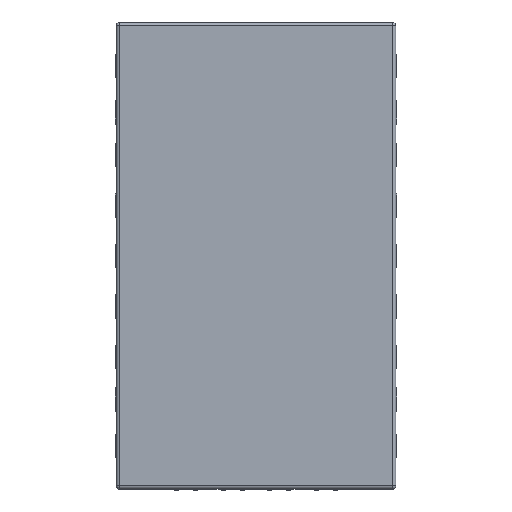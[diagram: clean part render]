
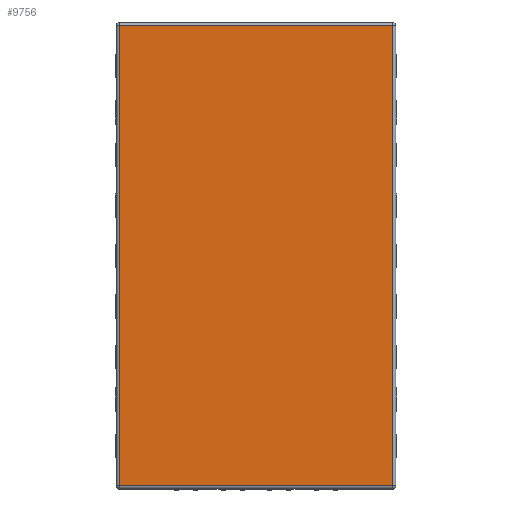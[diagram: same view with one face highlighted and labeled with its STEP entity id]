
A CAD part, top view. The second image highlights one B-rep face of the part: STEP entity #9756.
In plain terms, the highlighted planar face has unit normal (0, 0, 1).
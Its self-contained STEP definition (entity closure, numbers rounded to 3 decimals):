
#608=LINE('',#14046,#1390);
#609=LINE('',#14049,#1391);
#610=LINE('',#14051,#1392);
#611=LINE('',#14053,#1393);
#1390=VECTOR('',#11592,1000.);
#1391=VECTOR('',#11593,1000.);
#1392=VECTOR('',#11594,1000.);
#1393=VECTOR('',#11595,1000.);
#1820=PLANE('',#10269);
#3000=ORIENTED_EDGE('',*,*,#4891,.T.);
#3001=ORIENTED_EDGE('',*,*,#4892,.T.);
#3002=ORIENTED_EDGE('',*,*,#4893,.T.);
#3003=ORIENTED_EDGE('',*,*,#4894,.T.);
#4891=EDGE_CURVE('',#5854,#5855,#608,.F.);
#4892=EDGE_CURVE('',#5855,#5856,#609,.F.);
#4893=EDGE_CURVE('',#5856,#5857,#610,.F.);
#4894=EDGE_CURVE('',#5857,#5854,#611,.F.);
#5854=VERTEX_POINT('',#14047);
#5855=VERTEX_POINT('',#14048);
#5856=VERTEX_POINT('',#14050);
#5857=VERTEX_POINT('',#14052);
#6228=EDGE_LOOP('',(#3000,#3001,#3002,#3003));
#6618=FACE_BOUND('',#6228,.T.);
#9756=ADVANCED_FACE('',(#6618),#1820,.F.);
#10269=AXIS2_PLACEMENT_3D('',#14045,#11590,#11591);
#11590=DIRECTION('',(0.,0.,-1.));
#11591=DIRECTION('',(-1.,0.,0.));
#11592=DIRECTION('',(-1.,0.,0.));
#11593=DIRECTION('',(0.,-1.,0.));
#11594=DIRECTION('',(1.,0.,0.));
#11595=DIRECTION('',(0.,1.,0.));
#14045=CARTESIAN_POINT('',(0.,0.,0.));
#14046=CARTESIAN_POINT('',(0.,-2.468,0.));
#14047=CARTESIAN_POINT('',(-1.468,-2.468,0.));
#14048=CARTESIAN_POINT('',(1.468,-2.468,0.));
#14049=CARTESIAN_POINT('',(1.468,0.,0.));
#14050=CARTESIAN_POINT('',(1.468,2.468,0.));
#14051=CARTESIAN_POINT('',(0.,2.468,0.));
#14052=CARTESIAN_POINT('',(-1.468,2.468,0.));
#14053=CARTESIAN_POINT('',(-1.468,0.,0.));
